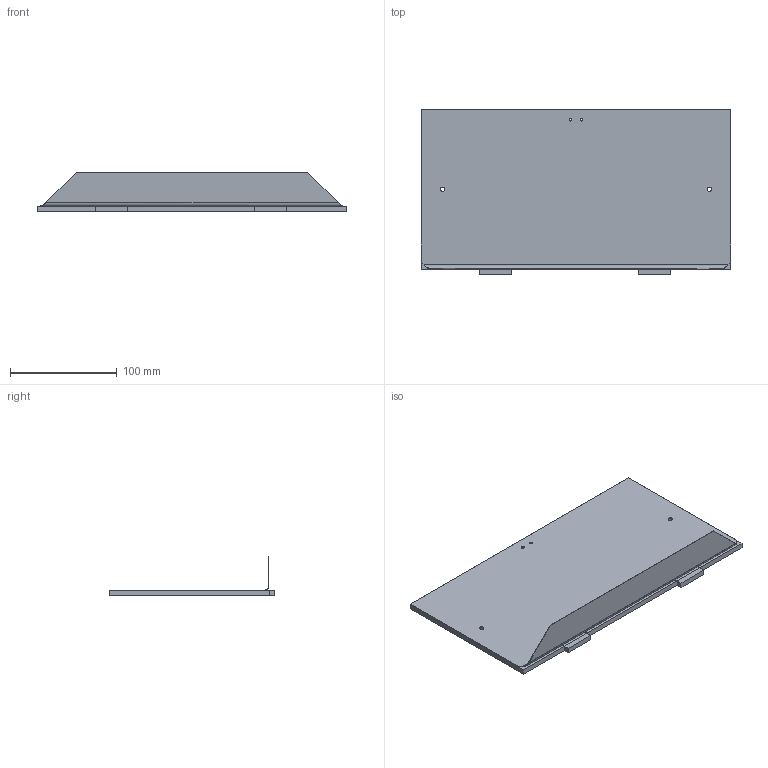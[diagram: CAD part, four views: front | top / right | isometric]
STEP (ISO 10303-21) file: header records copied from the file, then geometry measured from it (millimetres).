
FILE_DESCRIPTION (( 'STEP AP214' ), '1' );
FILE_NAME ('Box_shorter side subassembly_V2_2.STEP', '2020-04-13T12:20:13', ( '' ), ( '' ), 'SwSTEP 2.0', 'SolidWorks 2019', '' );
FILE_SCHEMA (( 'AUTOMOTIVE_DESIGN' ));
Length unit declared in the file: millimetre
Products named in the file (3): Dimensioned Box_shorter side_2; Box_shorter side subassembly_V2_2; Sheet metal shorter side_2
Assembly tree (2 placements, depth 2):
  Box_shorter side subassembly_V2_2
    Dimensioned Box_shorter side_2
    Sheet metal shorter side_2
Bounding box: 290 x 155.1 x 37.47 mm (x, y, z)
Volume: 247353.4 mm3; surface area: 195685.5 mm2
Topology: 4 solids, 4 shells, 50 faces, 118 edges, 76 vertices
Faces by surface type: plane 30, cylinder 18, bspline 2
Entity records: 1650 total; most frequent: CARTESIAN_POINT 331, DIRECTION 248, ORIENTED_EDGE 236, EDGE_CURVE 118, AXIS2_PLACEMENT_3D 85, VECTOR 78, LINE 78, VERTEX_POINT 76
